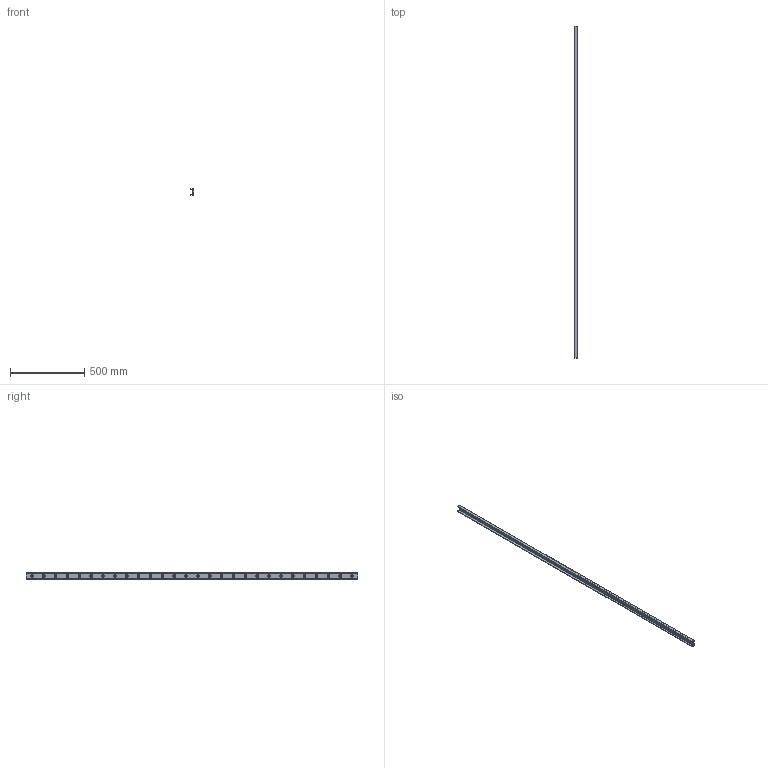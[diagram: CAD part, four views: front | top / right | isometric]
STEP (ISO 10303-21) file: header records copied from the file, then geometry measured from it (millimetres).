
FILE_DESCRIPTION( ( 'Unknown' ), '1' );
FILE_NAME( 'LCU43-2240C.stp', 'Unknown', ( 'Unknown' ), ( 'Unknown' ), 'PSStep 17.0.49', 'Unknown', ' ' );
FILE_SCHEMA( ( 'AUTOMOTIVE_DESIGN { 1 0 10303 214 1 1 1 1 }' ) );
Length unit declared in the file: millimetre
Products named in the file (1): 1
Bounding box: 21 x 2240 x 43 mm (x, y, z)
Volume: 710639.2 mm3; surface area: 356910.4 mm2
Topology: 1 solids, 1 shells, 100 faces, 238 edges, 168 vertices
Faces by surface type: cylinder 62, plane 38
Full cylindrical faces by diameter (mm): 10.5 x28, 18 x28
Entity records: 3386 total; most frequent: DIRECTION 480, CARTESIAN_POINT 395, ORIENTED_EDGE 308, EDGE_LOOP 240, AXIS2_PLACEMENT_3D 225, FACE_OUTER_BOUND 156, EDGE_CURVE 154, VERTEX_POINT 140
